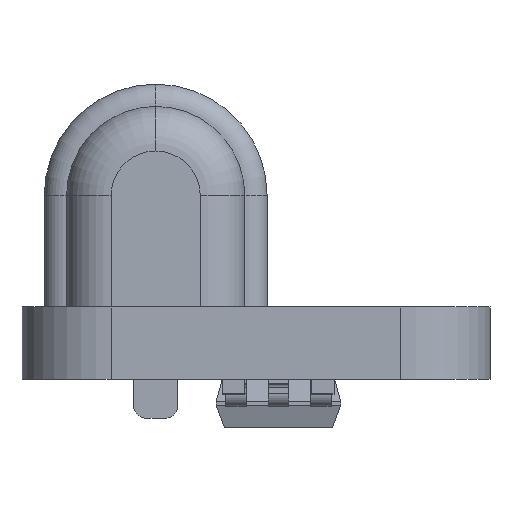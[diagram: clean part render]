
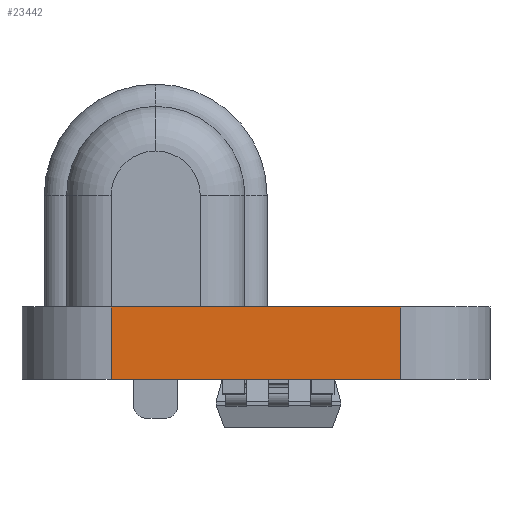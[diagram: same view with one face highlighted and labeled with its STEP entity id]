
A CAD part, left-side view. The second image highlights one B-rep face of the part: STEP entity #23442.
In plain terms, the highlighted planar face has unit normal (-1, 0, 0).
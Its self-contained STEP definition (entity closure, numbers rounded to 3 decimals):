
#708 = LINE ( 'NONE', #29985, #23773 ) ;
#1036 = VECTOR ( 'NONE', #2996, 1000. ) ;
#1073 = DIRECTION ( 'NONE',  ( -1., 0., 0. ) ) ;
#1920 = LINE ( 'NONE', #16798, #1036 ) ;
#2663 = CARTESIAN_POINT ( 'NONE',  ( 0., 11.5, 0. ) ) ;
#2996 = DIRECTION ( 'NONE',  ( 0., 0., 1. ) ) ;
#5033 = EDGE_CURVE ( 'NONE', #16866, #12687, #14008, .T. ) ;
#6928 = EDGE_LOOP ( 'NONE', ( #22361, #23706, #17903, #34766 ) ) ;
#7397 = VECTOR ( 'NONE', #31118, 1000. ) ;
#11557 = LINE ( 'NONE', #28919, #18555 ) ;
#12687 = VERTEX_POINT ( 'NONE', #27523 ) ;
#13199 = CARTESIAN_POINT ( 'NONE',  ( 0., 18., -1.619 ) ) ;
#14008 = LINE ( 'NONE', #2663, #7397 ) ;
#15064 = CARTESIAN_POINT ( 'NONE',  ( 0., 11.5, -1.619 ) ) ;
#15096 = DIRECTION ( 'NONE',  ( 0., 0., 1. ) ) ;
#15472 = VERTEX_POINT ( 'NONE', #13199 ) ;
#16059 = EDGE_CURVE ( 'NONE', #15472, #12687, #1920, .T. ) ;
#16798 = CARTESIAN_POINT ( 'NONE',  ( 0., 18., -1.619 ) ) ;
#16866 = VERTEX_POINT ( 'NONE', #33254 ) ;
#17903 = ORIENTED_EDGE ( 'NONE', *, *, #16059, .F. ) ;
#18555 = VECTOR ( 'NONE', #25601, 1000. ) ;
#22361 = ORIENTED_EDGE ( 'NONE', *, *, #31024, .T. ) ;
#22548 = VERTEX_POINT ( 'NONE', #15064 ) ;
#22741 = AXIS2_PLACEMENT_3D ( 'NONE', #29392, #1073, #15096 ) ;
#23442 = ADVANCED_FACE ( 'NONE', ( #28925 ), #34706, .T. ) ;
#23706 = ORIENTED_EDGE ( 'NONE', *, *, #5033, .T. ) ;
#23773 = VECTOR ( 'NONE', #33204, 1000. ) ;
#25601 = DIRECTION ( 'NONE',  ( 0., 1., 0. ) ) ;
#27523 = CARTESIAN_POINT ( 'NONE',  ( 0., 18., 0. ) ) ;
#28632 = EDGE_CURVE ( 'NONE', #22548, #15472, #11557, .T. ) ;
#28919 = CARTESIAN_POINT ( 'NONE',  ( 0., 11.5, -1.619 ) ) ;
#28925 = FACE_OUTER_BOUND ( 'NONE', #6928, .T. ) ;
#29392 = CARTESIAN_POINT ( 'NONE',  ( 0., 11.5, -1.619 ) ) ;
#29985 = CARTESIAN_POINT ( 'NONE',  ( 0., 11.5, -1.619 ) ) ;
#31024 = EDGE_CURVE ( 'NONE', #22548, #16866, #708, .T. ) ;
#31118 = DIRECTION ( 'NONE',  ( 0., 1., 0. ) ) ;
#33204 = DIRECTION ( 'NONE',  ( 0., 0., 1. ) ) ;
#33254 = CARTESIAN_POINT ( 'NONE',  ( 0., 11.5, 0. ) ) ;
#34706 = PLANE ( 'NONE',  #22741 ) ;
#34766 = ORIENTED_EDGE ( 'NONE', *, *, #28632, .F. ) ;
